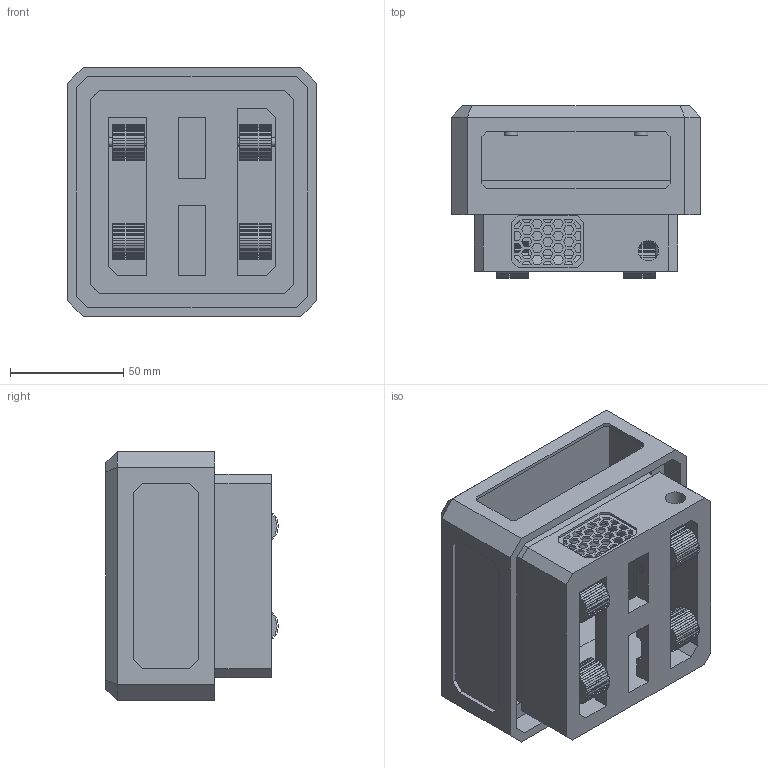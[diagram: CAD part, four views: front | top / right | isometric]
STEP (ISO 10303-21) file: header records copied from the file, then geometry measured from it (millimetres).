
FILE_DESCRIPTION(/* description */ (''),/* implementation_level */ '2;1');
FILE_NAME(/* name */ 'ai-assistant-body.step',/* time_stamp */ '2025-12-13T12:20:43Z',/* author */ (''),/* organization */ (''),/* preprocessor_version */ 'ST-DEVELOPER v20.1',/* originating_system */ 'Autodesk Translation Framework v14.21.0.0',/* authorisation */ '');
FILE_SCHEMA (('AUTOMOTIVE_DESIGN { 1 0 10303 214 3 1 1 }'));
Length unit declared in the file: millimetre
Products named in the file (4): 2025-12-12-12-39-30-884; 2025-12-12-12-40-35-354; 2025-12-12-12-40-41-238; 2025-12-13-11-33-40-663
Assembly tree (3 placements, depth 2):
  2025-12-12-12-39-30-884
    2025-12-12-12-40-35-354
    2025-12-12-12-40-41-238
    2025-12-13-11-33-40-663
Bounding box: 110 x 76 x 110 mm (x, y, z)
Volume: 291197 mm3; surface area: 106612.8 mm2
Topology: 8 solids, 8 shells, 736 faces, 2159 edges, 1436 vertices
Faces by surface type: plane 621, cylinder 115
Full cylindrical faces by diameter (mm): 2.5 x4, 3.75 x2, 4 x2, 4.2 x2, 6 x4, 9 x1
Entity records: 24411 total; most frequent: CARTESIAN_POINT 4338, ORIENTED_EDGE 4318, DIRECTION 3877, EDGE_CURVE 2159, LINE 1927, VECTOR 1927, VERTEX_POINT 1436, AXIS2_PLACEMENT_3D 975
